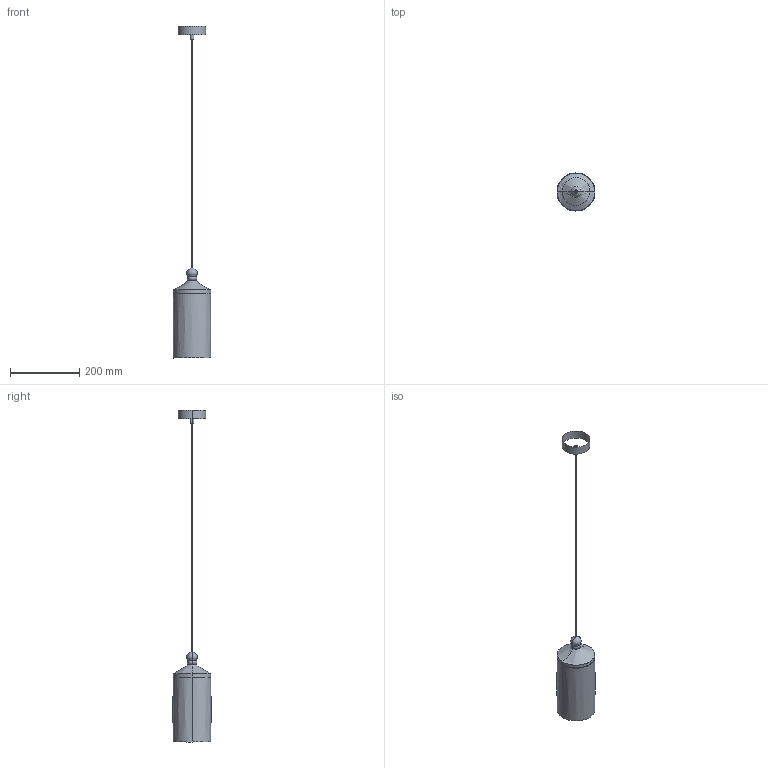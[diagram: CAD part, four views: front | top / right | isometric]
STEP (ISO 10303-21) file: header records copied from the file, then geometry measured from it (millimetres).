
FILE_DESCRIPTION(/* description */ (''),/* implementation_level */ '2;1');
FILE_NAME(/* name */ '1744.12_Ebe',/* time_stamp */ '2023-01-11T17:15:49+01:00',/* author */ (''),/* organization */ (''),/* preprocessor_version */ 'ST-DEVELOPER v16.5',/* originating_system */ 'Rhino 7.15',/* authorisation */ '');
FILE_SCHEMA (('CONFIG_CONTROL_DESIGN'));
Length unit declared in the file: millimetre
Products named in the file (1): Document
Bounding box: 108.94 x 110.58 x 957.3 mm (x, y, z)
Volume: 43285.9 mm3; surface area: 113339.3 mm2
Topology: 2 solids, 11 shells, 33 faces, 138 edges, 168 vertices
Faces by surface type: bspline 20, cylinder 8, plane 5
Entity records: 2356 total; most frequent: CARTESIAN_POINT 1816, ORIENTED_EDGE 120, EDGE_CURVE 76, VERTEX_POINT 49, B_SPLINE_CURVE_WITH_KNOTS 34, ADVANCED_FACE 33, FACE_OUTER_BOUND 33, EDGE_LOOP 33
